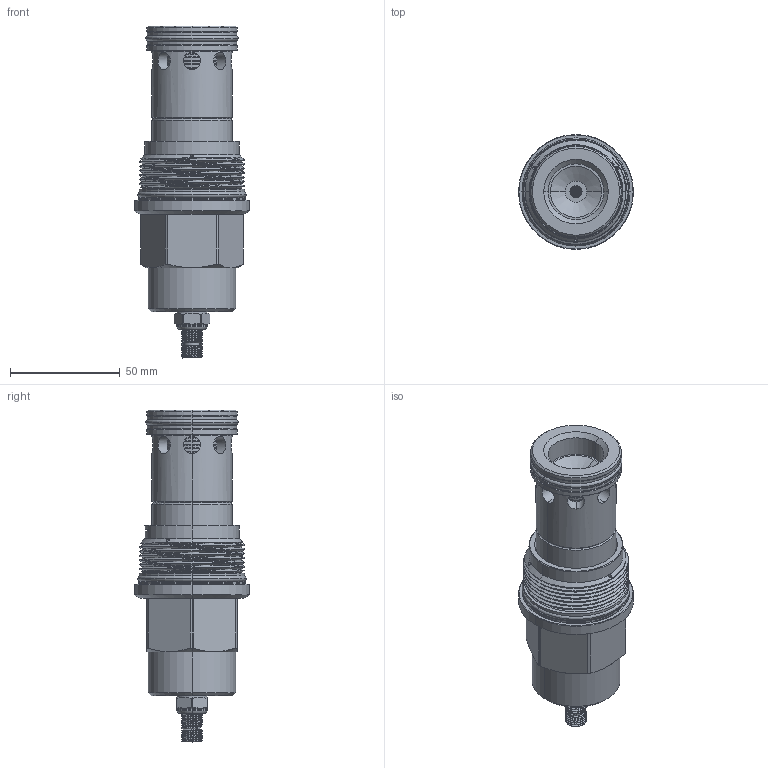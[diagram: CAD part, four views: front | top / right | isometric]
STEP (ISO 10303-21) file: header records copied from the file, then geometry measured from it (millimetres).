
FILE_DESCRIPTION (( 'STEP AP203' ), '1' );
FILE_NAME ('RP18A20-L.STEP', '2016-08-02T03:38:23', ( '' ), ( '' ), 'SwSTEP 2.0', 'SolidWorks 2012', '' );
FILE_SCHEMA (( 'CONFIG_CONTROL_DESIGN' ));
Products named in the file (1): RP18A20-L
Bounding box: 52.37 x 52.37 x 151.3 mm (x, y, z)
Volume: 169065.1 mm3; surface area: 33724.8 mm2
Topology: 8 solids, 11 shells, 905 faces, 2551 edges, 1583 vertices
Faces by surface type: cylinder 689, plane 73, cone 66, torus 58, bspline 15, sphere 4
Entity records: 66646 total; most frequent: CARTESIAN_POINT 44668, ORIENTED_EDGE 5094, DIRECTION 3658, EDGE_CURVE 2547, VERTEX_POINT 1583, AXIS2_PLACEMENT_3D 1476, EDGE_LOOP 1318, B_SPLINE_CURVE_WITH_KNOTS 1091
